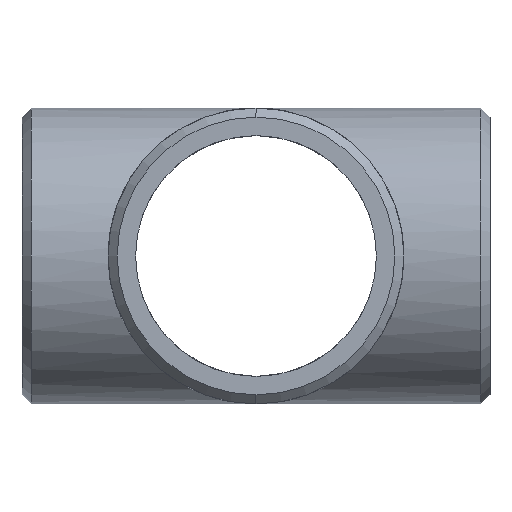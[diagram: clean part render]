
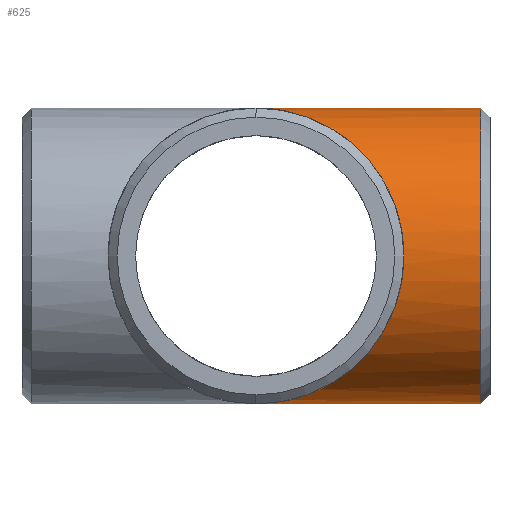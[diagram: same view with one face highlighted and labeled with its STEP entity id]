
A CAD part, left-side view. The second image highlights one B-rep face of the part: STEP entity #625.
In plain terms, the highlighted cylindrical face has radius 136.525 mm (diameter 273.05 mm), a partial arc.
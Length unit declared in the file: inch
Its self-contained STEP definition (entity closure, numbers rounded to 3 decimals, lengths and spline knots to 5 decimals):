
#5 = CARTESIAN_POINT ( 'NONE',  ( 0., 0., -5.375 ) ) ;
#69 = EDGE_CURVE ( 'NONE', #617, #651, #548, .T. ) ;
#95 = CARTESIAN_POINT ( 'NONE',  ( -10.75, -10.75, 5.375 ) ) ;
#97 = DIRECTION ( 'NONE',  ( 0., 0., -1. ) ) ;
#119 = VECTOR ( 'NONE', #670, 39.37008 ) ;
#141 = EDGE_CURVE ( 'NONE', #370, #271, #256, .T. ) ;
#196 = EDGE_CURVE ( 'NONE', #271, #651, #554, .T. ) ;
#239 = DIRECTION ( 'NONE',  ( 0., 0., -1. ) ) ;
#256 = LINE ( 'NONE', #687, #632 ) ;
#271 = VERTEX_POINT ( 'NONE', #474 ) ;
#273 = DIRECTION ( 'NONE',  ( 0., 1., 0. ) ) ;
#278 = ORIENTED_EDGE ( 'NONE', *, *, #196, .F. ) ;
#281 = CARTESIAN_POINT ( 'NONE',  ( 0., -8.5, 0. ) ) ;
#339 = ORIENTED_EDGE ( 'NONE', *, *, #574, .T. ) ;
#345 = FACE_OUTER_BOUND ( 'NONE', #544, .T. ) ;
#370 = VERTEX_POINT ( 'NONE', #407 ) ;
#403 = AXIS2_PLACEMENT_3D ( 'NONE', #281, #476, #239 ) ;
#407 = CARTESIAN_POINT ( 'NONE',  ( 0., -8.16667, -5.375 ) ) ;
#413 = CARTESIAN_POINT ( 'NONE',  ( 0., -8.16667, 0. ) ) ;
#427 = ORIENTED_EDGE ( 'NONE', *, *, #141, .F. ) ;
#474 = CARTESIAN_POINT ( 'NONE',  ( 0., 0., -5.375 ) ) ;
#476 = DIRECTION ( 'NONE',  ( 0., 1., 0. ) ) ;
#500 = ORIENTED_EDGE ( 'NONE', *, *, #69, .T. ) ;
#512 = CARTESIAN_POINT ( 'NONE',  ( -10.75, -10.75, -5.375 ) ) ;
#529 = CARTESIAN_POINT ( 'NONE',  ( 0., -8.16667, 5.375 ) ) ;
#544 = EDGE_LOOP ( 'NONE', ( #339, #500, #278, #427 ) ) ;
#548 = LINE ( 'NONE', #790, #119 ) ;
#554 =( BOUNDED_CURVE ( )  B_SPLINE_CURVE ( 3, ( #5, #512, #95, #587 ),
 .UNSPECIFIED., .F., .T. ) 
 B_SPLINE_CURVE_WITH_KNOTS ( ( 4, 4 ),
 ( 4.71239, 7.85398 ),
 .UNSPECIFIED. ) 
 CURVE ( )  GEOMETRIC_REPRESENTATION_ITEM ( )  RATIONAL_B_SPLINE_CURVE ( ( 1., 0.333, 0.333, 1. ) ) 
 REPRESENTATION_ITEM ( '' )  );
#570 = AXIS2_PLACEMENT_3D ( 'NONE', #413, #273, #97 ) ;
#574 = EDGE_CURVE ( 'NONE', #370, #617, #623, .T. ) ;
#587 = CARTESIAN_POINT ( 'NONE',  ( 0., 0., 5.375 ) ) ;
#594 = CYLINDRICAL_SURFACE ( 'NONE', #403, 5.375 ) ;
#614 = CARTESIAN_POINT ( 'NONE',  ( 0., 0., 5.375 ) ) ;
#617 = VERTEX_POINT ( 'NONE', #529 ) ;
#623 = CIRCLE ( 'NONE', #570, 5.375 ) ;
#625 = ADVANCED_FACE ( 'NONE', ( #345 ), #594, .T. ) ;
#632 = VECTOR ( 'NONE', #804, 39.37008 ) ;
#651 = VERTEX_POINT ( 'NONE', #614 ) ;
#670 = DIRECTION ( 'NONE',  ( 0., 1., 0. ) ) ;
#687 = CARTESIAN_POINT ( 'NONE',  ( 0., -8.5, -5.375 ) ) ;
#790 = CARTESIAN_POINT ( 'NONE',  ( 0., -8.5, 5.375 ) ) ;
#804 = DIRECTION ( 'NONE',  ( 0., 1., 0. ) ) ;
